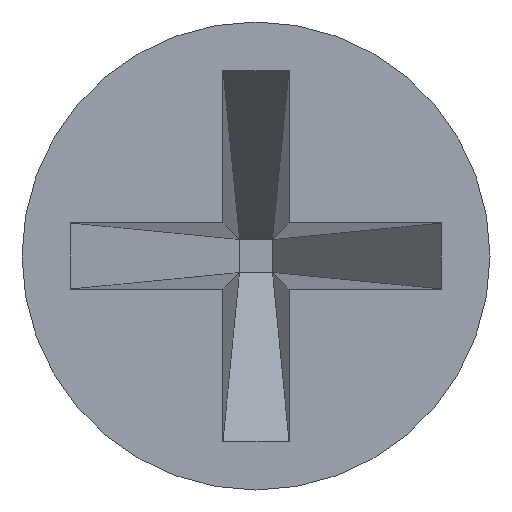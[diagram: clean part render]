
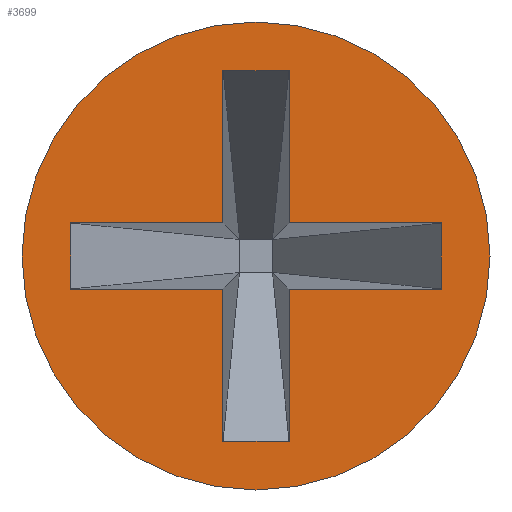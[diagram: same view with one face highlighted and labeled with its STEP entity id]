
A CAD part, left-side view. The second image highlights one B-rep face of the part: STEP entity #3699.
In plain terms, the highlighted planar face has unit normal (-1, 0, 0).
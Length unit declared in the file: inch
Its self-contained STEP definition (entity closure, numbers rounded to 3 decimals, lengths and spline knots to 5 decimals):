
#34 = EDGE_CURVE ( 'NONE', #3437, #145, #4342, .T. ) ;
#120 = EDGE_CURVE ( 'NONE', #3834, #1158, #2529, .T. ) ;
#145 = VERTEX_POINT ( 'NONE', #4857 ) ;
#197 = VERTEX_POINT ( 'NONE', #1145 ) ;
#218 = CARTESIAN_POINT ( 'NONE',  ( 0., 0., 0.17 ) ) ;
#238 = VERTEX_POINT ( 'NONE', #4173 ) ;
#264 = EDGE_LOOP ( 'NONE', ( #2117, #2266, #1392, #1759, #1754, #1370, #1399, #3974, #4078, #3351, #3641, #4449 ) ) ;
#329 = LINE ( 'NONE', #2958, #4412 ) ;
#337 = LINE ( 'NONE', #2416, #366 ) ;
#359 = CARTESIAN_POINT ( 'NONE',  ( 0., -0.024, 0.1345 ) ) ;
#366 = VECTOR ( 'NONE', #3190, 39.37008 ) ;
#442 = EDGE_CURVE ( 'NONE', #3862, #3437, #329, .T. ) ;
#462 = CIRCLE ( 'NONE', #499, 0.17 ) ;
#489 = LINE ( 'NONE', #5088, #803 ) ;
#499 = AXIS2_PLACEMENT_3D ( 'NONE', #3679, #1334, #4069 ) ;
#657 = LINE ( 'NONE', #4241, #4682 ) ;
#681 = DIRECTION ( 'NONE',  ( 0., 0., -1. ) ) ;
#719 = VERTEX_POINT ( 'NONE', #4420 ) ;
#803 = VECTOR ( 'NONE', #2381, 39.37008 ) ;
#842 = EDGE_CURVE ( 'NONE', #145, #3834, #2592, .T. ) ;
#879 = CARTESIAN_POINT ( 'NONE',  ( 0., -0.024, 0.024 ) ) ;
#927 = EDGE_CURVE ( 'NONE', #2906, #238, #1864, .T. ) ;
#971 = CARTESIAN_POINT ( 'NONE',  ( 0., 0.1345, 0.024 ) ) ;
#974 = VERTEX_POINT ( 'NONE', #5104 ) ;
#1116 = DIRECTION ( 'NONE',  ( -1., 0., 0. ) ) ;
#1118 = DIRECTION ( 'NONE',  ( 0., 0., -1. ) ) ;
#1145 = CARTESIAN_POINT ( 'NONE',  ( 0., 0., -0.17 ) ) ;
#1158 = VERTEX_POINT ( 'NONE', #879 ) ;
#1180 = CARTESIAN_POINT ( 'NONE',  ( 0., -0.1345, 0.024 ) ) ;
#1184 = VERTEX_POINT ( 'NONE', #218 ) ;
#1235 = CARTESIAN_POINT ( 'NONE',  ( 0., 0.024, -0.1345 ) ) ;
#1270 = VERTEX_POINT ( 'NONE', #1626 ) ;
#1282 = CARTESIAN_POINT ( 'NONE',  ( 0., -0.024, 0.1345 ) ) ;
#1334 = DIRECTION ( 'NONE',  ( -1., 0., 0. ) ) ;
#1363 = FACE_OUTER_BOUND ( 'NONE', #3184, .T. ) ;
#1368 = CARTESIAN_POINT ( 'NONE',  ( 0., -0.1345, -0.024 ) ) ;
#1370 = ORIENTED_EDGE ( 'NONE', *, *, #5204, .T. ) ;
#1392 = ORIENTED_EDGE ( 'NONE', *, *, #3406, .T. ) ;
#1399 = ORIENTED_EDGE ( 'NONE', *, *, #442, .T. ) ;
#1626 = CARTESIAN_POINT ( 'NONE',  ( 0., -0.024, -0.1345 ) ) ;
#1657 = DIRECTION ( 'NONE',  ( 0., 1., 0. ) ) ;
#1754 = ORIENTED_EDGE ( 'NONE', *, *, #3476, .T. ) ;
#1759 = ORIENTED_EDGE ( 'NONE', *, *, #2556, .T. ) ;
#1834 = VECTOR ( 'NONE', #1657, 39.37008 ) ;
#1864 = LINE ( 'NONE', #4061, #1834 ) ;
#1941 = DIRECTION ( 'NONE',  ( 0., 0., 1. ) ) ;
#1952 = EDGE_CURVE ( 'NONE', #238, #1270, #4874, .T. ) ;
#1956 = DIRECTION ( 'NONE',  ( -1., 0., 0. ) ) ;
#1988 = PLANE ( 'NONE',  #3294 ) ;
#2089 = CARTESIAN_POINT ( 'NONE',  ( 0., 0., 0. ) ) ;
#2117 = ORIENTED_EDGE ( 'NONE', *, *, #927, .T. ) ;
#2191 = ORIENTED_EDGE ( 'NONE', *, *, #4034, .T. ) ;
#2266 = ORIENTED_EDGE ( 'NONE', *, *, #1952, .T. ) ;
#2290 = CARTESIAN_POINT ( 'NONE',  ( 0., 0.1345, -0.024 ) ) ;
#2339 = VECTOR ( 'NONE', #2918, 39.37008 ) ;
#2381 = DIRECTION ( 'NONE',  ( 0., 0., 1. ) ) ;
#2416 = CARTESIAN_POINT ( 'NONE',  ( 0., 0.1345, 0.024 ) ) ;
#2529 = LINE ( 'NONE', #359, #4185 ) ;
#2552 = VECTOR ( 'NONE', #3419, 39.37008 ) ;
#2556 = EDGE_CURVE ( 'NONE', #719, #974, #657, .T. ) ;
#2592 = LINE ( 'NONE', #2949, #2339 ) ;
#2683 = VECTOR ( 'NONE', #4271, 39.37008 ) ;
#2762 = LINE ( 'NONE', #3408, #2552 ) ;
#2867 = DIRECTION ( 'NONE',  ( 0., -1., 0. ) ) ;
#2906 = VERTEX_POINT ( 'NONE', #1368 ) ;
#2918 = DIRECTION ( 'NONE',  ( 0., -1., 0. ) ) ;
#2949 = CARTESIAN_POINT ( 'NONE',  ( 0., 0.024, 0.1345 ) ) ;
#2958 = CARTESIAN_POINT ( 'NONE',  ( 0., 0.1345, 0.024 ) ) ;
#2975 = VERTEX_POINT ( 'NONE', #2290 ) ;
#3055 = DIRECTION ( 'NONE',  ( 0., 0., 1. ) ) ;
#3102 = CIRCLE ( 'NONE', #4744, 0.17 ) ;
#3145 = CARTESIAN_POINT ( 'NONE',  ( 0., -0.1345, 0.024 ) ) ;
#3184 = EDGE_LOOP ( 'NONE', ( #4230, #2191 ) ) ;
#3190 = DIRECTION ( 'NONE',  ( 0., -1., 0. ) ) ;
#3294 = AXIS2_PLACEMENT_3D ( 'NONE', #2089, #1956, #1941 ) ;
#3351 = ORIENTED_EDGE ( 'NONE', *, *, #120, .T. ) ;
#3406 = EDGE_CURVE ( 'NONE', #1270, #719, #3451, .T. ) ;
#3408 = CARTESIAN_POINT ( 'NONE',  ( 0., -0.1345, -0.024 ) ) ;
#3419 = DIRECTION ( 'NONE',  ( 0., 1., 0. ) ) ;
#3437 = VERTEX_POINT ( 'NONE', #3522 ) ;
#3451 = LINE ( 'NONE', #3727, #4033 ) ;
#3476 = EDGE_CURVE ( 'NONE', #974, #2975, #2762, .T. ) ;
#3482 = CARTESIAN_POINT ( 'NONE',  ( 0., 0., 0. ) ) ;
#3522 = CARTESIAN_POINT ( 'NONE',  ( 0., 0.024, 0.024 ) ) ;
#3641 = ORIENTED_EDGE ( 'NONE', *, *, #4707, .T. ) ;
#3679 = CARTESIAN_POINT ( 'NONE',  ( 0., 0., 0. ) ) ;
#3699 = ADVANCED_FACE ( 'NONE', ( #1363, #5227 ), #1988, .T. ) ;
#3713 = CARTESIAN_POINT ( 'NONE',  ( 0., -0.024, 0.1345 ) ) ;
#3715 = DIRECTION ( 'NONE',  ( 0., 1., 0. ) ) ;
#3727 = CARTESIAN_POINT ( 'NONE',  ( 0., -0.024, -0.1345 ) ) ;
#3834 = VERTEX_POINT ( 'NONE', #1282 ) ;
#3835 = EDGE_CURVE ( 'NONE', #4105, #2906, #4993, .T. ) ;
#3862 = VERTEX_POINT ( 'NONE', #971 ) ;
#3870 = DIRECTION ( 'NONE',  ( 0., 0., 1. ) ) ;
#3972 = VECTOR ( 'NONE', #4353, 39.37008 ) ;
#3974 = ORIENTED_EDGE ( 'NONE', *, *, #34, .T. ) ;
#4033 = VECTOR ( 'NONE', #3715, 39.37008 ) ;
#4034 = EDGE_CURVE ( 'NONE', #197, #1184, #3102, .T. ) ;
#4061 = CARTESIAN_POINT ( 'NONE',  ( 0., -0.1345, -0.024 ) ) ;
#4069 = DIRECTION ( 'NONE',  ( 0., 0., 1. ) ) ;
#4078 = ORIENTED_EDGE ( 'NONE', *, *, #842, .T. ) ;
#4105 = VERTEX_POINT ( 'NONE', #3145 ) ;
#4173 = CARTESIAN_POINT ( 'NONE',  ( 0., -0.024, -0.024 ) ) ;
#4185 = VECTOR ( 'NONE', #681, 39.37008 ) ;
#4230 = ORIENTED_EDGE ( 'NONE', *, *, #4861, .T. ) ;
#4241 = CARTESIAN_POINT ( 'NONE',  ( 0., 0.024, -0.1345 ) ) ;
#4271 = DIRECTION ( 'NONE',  ( 0., 0., 1. ) ) ;
#4320 = VECTOR ( 'NONE', #1118, 39.37008 ) ;
#4342 = LINE ( 'NONE', #1235, #2683 ) ;
#4353 = DIRECTION ( 'NONE',  ( 0., 0., -1. ) ) ;
#4412 = VECTOR ( 'NONE', #2867, 39.37008 ) ;
#4420 = CARTESIAN_POINT ( 'NONE',  ( 0., 0.024, -0.1345 ) ) ;
#4449 = ORIENTED_EDGE ( 'NONE', *, *, #3835, .T. ) ;
#4682 = VECTOR ( 'NONE', #3055, 39.37008 ) ;
#4707 = EDGE_CURVE ( 'NONE', #1158, #4105, #337, .T. ) ;
#4744 = AXIS2_PLACEMENT_3D ( 'NONE', #3482, #1116, #3870 ) ;
#4857 = CARTESIAN_POINT ( 'NONE',  ( 0., 0.024, 0.1345 ) ) ;
#4861 = EDGE_CURVE ( 'NONE', #1184, #197, #462, .T. ) ;
#4874 = LINE ( 'NONE', #3713, #3972 ) ;
#4993 = LINE ( 'NONE', #1180, #4320 ) ;
#5088 = CARTESIAN_POINT ( 'NONE',  ( 0., 0.1345, -0.024 ) ) ;
#5104 = CARTESIAN_POINT ( 'NONE',  ( 0., 0.024, -0.024 ) ) ;
#5204 = EDGE_CURVE ( 'NONE', #2975, #3862, #489, .T. ) ;
#5227 = FACE_BOUND ( 'NONE', #264, .T. ) ;
